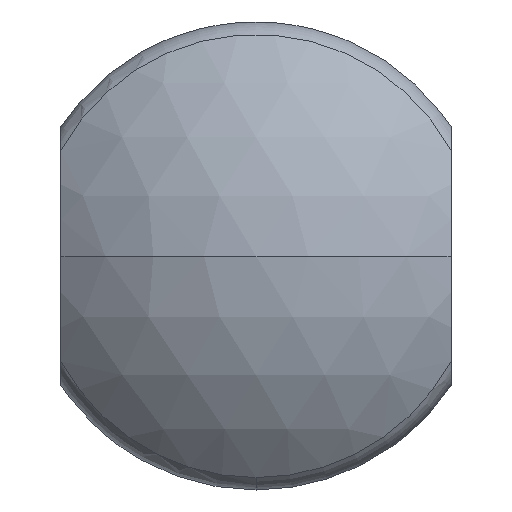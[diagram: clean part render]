
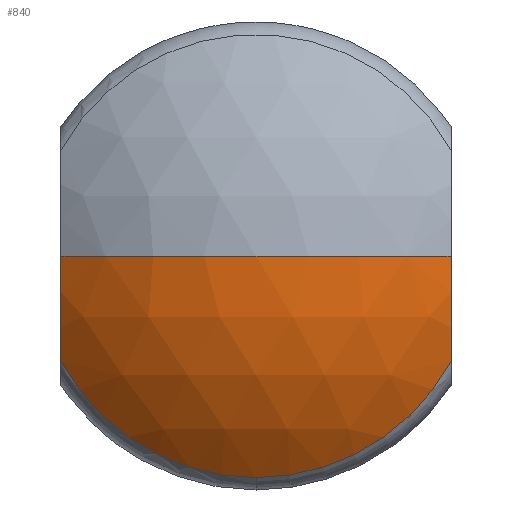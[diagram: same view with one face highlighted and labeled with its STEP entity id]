
A CAD part, front view. The second image highlights one B-rep face of the part: STEP entity #840.
In plain terms, the highlighted spherical face has radius 25 mm.
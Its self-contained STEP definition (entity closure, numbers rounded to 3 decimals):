
#24 = ORIENTED_EDGE ( 'NONE', *, *, #3354, .F. ) ;
#114 = DIRECTION ( 'NONE',  ( -1., 0., 0. ) ) ;
#339 = CIRCLE ( 'NONE', #2074, 20. ) ;
#424 = AXIS2_PLACEMENT_3D ( 'NONE', #2140, #3234, #114 ) ;
#492 = CARTESIAN_POINT ( 'NONE',  ( -15., -85., 0. ) ) ;
#529 = DIRECTION ( 'NONE',  ( -1., 0., 0. ) ) ;
#579 = CARTESIAN_POINT ( 'NONE',  ( 0., -103.288, 0. ) ) ;
#630 = DIRECTION ( 'NONE',  ( 0., 0., 1. ) ) ;
#662 = VERTEX_POINT ( 'NONE', #854 ) ;
#695 = VERTEX_POINT ( 'NONE', #1665 ) ;
#805 = CARTESIAN_POINT ( 'NONE',  ( -15., -103.288, -8.096 ) ) ;
#840 = ADVANCED_FACE ( 'Defeature ausgef�hrt3_5', ( #3158 ), #2219, .T. ) ;
#854 = CARTESIAN_POINT ( 'NONE',  ( 0., -103.288, -17.045 ) ) ;
#1082 = DIRECTION ( 'NONE',  ( 0., 0., -1. ) ) ;
#1084 = CIRCLE ( 'NONE', #2911, 25. ) ;
#1098 = ORIENTED_EDGE ( 'NONE', *, *, #1447, .T. ) ;
#1190 = CIRCLE ( 'NONE', #3178, 20. ) ;
#1200 = VERTEX_POINT ( 'NONE', #2694 ) ;
#1447 = EDGE_CURVE ( 'Defeature ausgef�hrt3_5+Defeature ausgef�hrt3_8+Defeature ausgef�hrt3_10+Defeature ausgef�hrt3_9', #662, #695, #1610, .T. ) ;
#1472 = DIRECTION ( 'NONE',  ( 0., 0., 1. ) ) ;
#1586 = VERTEX_POINT ( 'NONE', #2340 ) ;
#1610 = CIRCLE ( 'NONE', #1787, 17.045 ) ;
#1644 = DIRECTION ( 'NONE',  ( 0., 0., -1. ) ) ;
#1665 = CARTESIAN_POINT ( 'NONE',  ( 15., -103.288, -8.096 ) ) ;
#1689 = CARTESIAN_POINT ( 'NONE',  ( 0., -103.288, 0. ) ) ;
#1693 = AXIS2_PLACEMENT_3D ( 'NONE', #579, #2291, #3156 ) ;
#1726 = AXIS2_PLACEMENT_3D ( 'NONE', #3508, #1472, #2596 ) ;
#1787 = AXIS2_PLACEMENT_3D ( 'NONE', #1689, #3705, #3429 ) ;
#1909 = VERTEX_POINT ( 'NONE', #805 ) ;
#2074 = AXIS2_PLACEMENT_3D ( 'NONE', #3170, #2334, #630 ) ;
#2088 = EDGE_LOOP ( 'NONE', ( #24, #2907, #2444, #2633, #2862, #1098 ) ) ;
#2140 = CARTESIAN_POINT ( 'NONE',  ( 0., -85., 0. ) ) ;
#2219 = SPHERICAL_SURFACE ( 'NONE', #424, 25. ) ;
#2291 = DIRECTION ( 'NONE',  ( 0., -1., 0. ) ) ;
#2334 = DIRECTION ( 'NONE',  ( 1., 0., 0. ) ) ;
#2340 = CARTESIAN_POINT ( 'NONE',  ( -15., -105., 0. ) ) ;
#2444 = ORIENTED_EDGE ( 'NONE', *, *, #3331, .F. ) ;
#2455 = VERTEX_POINT ( 'NONE', #2515 ) ;
#2515 = CARTESIAN_POINT ( 'NONE',  ( 15., -105., 0. ) ) ;
#2521 = CARTESIAN_POINT ( 'NONE',  ( 0., -85., 0. ) ) ;
#2522 = DIRECTION ( 'NONE',  ( -1., 0., 0. ) ) ;
#2596 = DIRECTION ( 'NONE',  ( 1., 0., 0. ) ) ;
#2633 = ORIENTED_EDGE ( 'NONE', *, *, #3713, .F. ) ;
#2637 = EDGE_CURVE ( 'NONE', #2455, #1200, #1084, .T. ) ;
#2694 = CARTESIAN_POINT ( 'NONE',  ( 0., -110., 0. ) ) ;
#2741 = EDGE_CURVE ( 'Defeature ausgef�hrt3_5+Defeature ausgef�hrt3_8+Defeature ausgef�hrt3_10+Defeature ausgef�hrt3_9', #1909, #662, #3702, .T. ) ;
#2862 = ORIENTED_EDGE ( 'NONE', *, *, #2741, .T. ) ;
#2907 = ORIENTED_EDGE ( 'NONE', *, *, #2637, .T. ) ;
#2911 = AXIS2_PLACEMENT_3D ( 'NONE', #2521, #1082, #529 ) ;
#3156 = DIRECTION ( 'NONE',  ( 0., 0., -1. ) ) ;
#3158 = FACE_OUTER_BOUND ( 'NONE', #2088, .T. ) ;
#3170 = CARTESIAN_POINT ( 'NONE',  ( 15., -85., 0. ) ) ;
#3178 = AXIS2_PLACEMENT_3D ( 'NONE', #492, #2522, #1644 ) ;
#3234 = DIRECTION ( 'NONE',  ( 0., 0., -1. ) ) ;
#3303 = CIRCLE ( 'NONE', #1726, 25. ) ;
#3331 = EDGE_CURVE ( 'NONE', #1586, #1200, #3303, .T. ) ;
#3354 = EDGE_CURVE ( 'Defeature ausgef�hrt3_9+Defeature ausgef�hrt3_5+Defeature ausgef�hrt3_4+Defeature ausgef�hrt3_8', #2455, #695, #339, .T. ) ;
#3429 = DIRECTION ( 'NONE',  ( 0., 0., -1. ) ) ;
#3508 = CARTESIAN_POINT ( 'NONE',  ( 0., -85., 0. ) ) ;
#3702 = CIRCLE ( 'NONE', #1693, 17.045 ) ;
#3705 = DIRECTION ( 'NONE',  ( 0., -1., 0. ) ) ;
#3713 = EDGE_CURVE ( 'Defeature ausgef�hrt3_10+Defeature ausgef�hrt3_5+Defeature ausgef�hrt3_8+Defeature ausgef�hrt3_4', #1909, #1586, #1190, .T. ) ;
